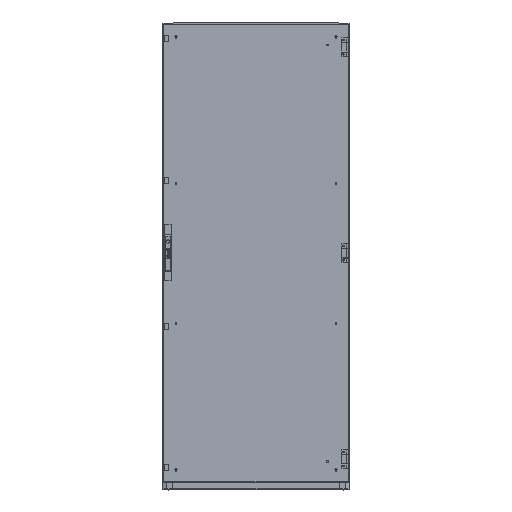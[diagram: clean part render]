
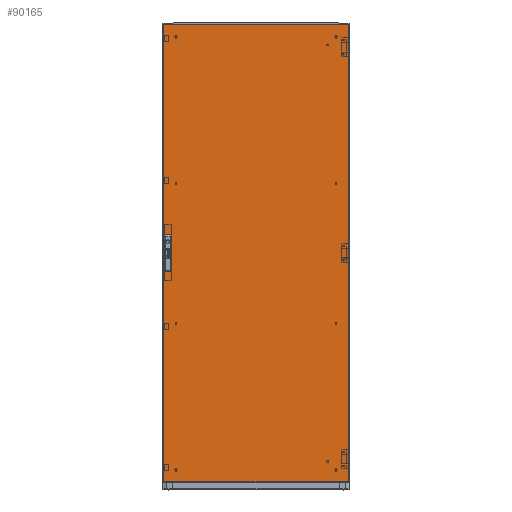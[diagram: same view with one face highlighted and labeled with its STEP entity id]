
A CAD part, top view. The second image highlights one B-rep face of the part: STEP entity #90165.
In plain terms, the highlighted planar face has unit normal (0, 0, 1).
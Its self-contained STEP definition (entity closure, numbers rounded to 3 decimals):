
#2411 = LINE ( 'NONE', #68961, #5395 ) ;
#5395 = VECTOR ( 'NONE', #115665, 1000. ) ;
#7672 = LINE ( 'NONE', #54282, #79488 ) ;
#8446 = ORIENTED_EDGE ( 'NONE', *, *, #57065, .T. ) ;
#8756 = DIRECTION ( 'NONE',  ( 0., -1., 0. ) ) ;
#9433 = VERTEX_POINT ( 'NONE', #89245 ) ;
#10675 = AXIS2_PLACEMENT_3D ( 'NONE', #79306, #60047, #32562 ) ;
#11904 = EDGE_CURVE ( 'NONE', #9433, #99540, #2411, .T. ) ;
#11953 = LINE ( 'NONE', #19718, #108693 ) ;
#12578 = VECTOR ( 'NONE', #78549, 1000. ) ;
#15418 = LINE ( 'NONE', #120943, #40344 ) ;
#17139 = VERTEX_POINT ( 'NONE', #74759 ) ;
#18621 = CARTESIAN_POINT ( 'NONE',  ( 397., 983.5, 0. ) ) ;
#19718 = CARTESIAN_POINT ( 'NONE',  ( -393.4, -78.5, 0. ) ) ;
#21134 = VECTOR ( 'NONE', #74822, 1000. ) ;
#26724 = VERTEX_POINT ( 'NONE', #41069 ) ;
#29606 = CARTESIAN_POINT ( 'NONE',  ( -363., 78.5, 0. ) ) ;
#32562 = DIRECTION ( 'NONE',  ( 1., 0., 0. ) ) ;
#39276 = CARTESIAN_POINT ( 'NONE',  ( -397., 983.5, 0. ) ) ;
#39742 = VERTEX_POINT ( 'NONE', #72545 ) ;
#40344 = VECTOR ( 'NONE', #8756, 1000. ) ;
#41069 = CARTESIAN_POINT ( 'NONE',  ( 397., 983.5, 0. ) ) ;
#45021 = CARTESIAN_POINT ( 'NONE',  ( -363., 0., 0. ) ) ;
#47382 = ORIENTED_EDGE ( 'NONE', *, *, #98729, .T. ) ;
#47988 = DIRECTION ( 'NONE',  ( 1., 0., 0. ) ) ;
#52705 = ORIENTED_EDGE ( 'NONE', *, *, #76506, .T. ) ;
#54183 = LINE ( 'NONE', #45021, #103995 ) ;
#54282 = CARTESIAN_POINT ( 'NONE',  ( -397., 983.5, 0. ) ) ;
#56310 = DIRECTION ( 'NONE',  ( 0., 1., 0. ) ) ;
#57065 = EDGE_CURVE ( 'NONE', #72352, #98160, #15418, .T. ) ;
#57995 = ORIENTED_EDGE ( 'NONE', *, *, #58953, .F. ) ;
#58684 = EDGE_CURVE ( 'NONE', #98160, #39742, #90258, .T. ) ;
#58953 = EDGE_CURVE ( 'NONE', #9433, #116481, #92987, .T. ) ;
#60047 = DIRECTION ( 'NONE',  ( 0., 0., 1. ) ) ;
#64924 = EDGE_LOOP ( 'NONE', ( #52705, #65559, #8446, #100618 ) ) ;
#65559 = ORIENTED_EDGE ( 'NONE', *, *, #91093, .T. ) ;
#65766 = ORIENTED_EDGE ( 'NONE', *, *, #11904, .T. ) ;
#66711 = FACE_BOUND ( 'NONE', #95697, .T. ) ;
#68961 = CARTESIAN_POINT ( 'NONE',  ( -393.4, 78.5, 0. ) ) ;
#69803 = PLANE ( 'NONE',  #10675 ) ;
#72352 = VERTEX_POINT ( 'NONE', #39276 ) ;
#72545 = CARTESIAN_POINT ( 'NONE',  ( 397., -983.5, 0. ) ) ;
#74347 = VECTOR ( 'NONE', #56310, 1000. ) ;
#74759 = CARTESIAN_POINT ( 'NONE',  ( -363., -78.5, 0. ) ) ;
#74822 = DIRECTION ( 'NONE',  ( 0., -1., 0. ) ) ;
#76506 = EDGE_CURVE ( 'NONE', #39742, #26724, #77286, .T. ) ;
#77286 = LINE ( 'NONE', #18621, #74347 ) ;
#78549 = DIRECTION ( 'NONE',  ( 1., 0., 0. ) ) ;
#79306 = CARTESIAN_POINT ( 'NONE',  ( 0., 0., 0. ) ) ;
#79488 = VECTOR ( 'NONE', #91942, 1000. ) ;
#89245 = CARTESIAN_POINT ( 'NONE',  ( -393.4, 78.5, 0. ) ) ;
#90165 = ADVANCED_FACE ( 'NONE', ( #66711, #116533 ), #69803, .T. ) ;
#90258 = LINE ( 'NONE', #106389, #12578 ) ;
#90862 = CARTESIAN_POINT ( 'NONE',  ( -393.4, -78.5, 0. ) ) ;
#91093 = EDGE_CURVE ( 'NONE', #26724, #72352, #7672, .T. ) ;
#91942 = DIRECTION ( 'NONE',  ( -1., 0., 0. ) ) ;
#92987 = LINE ( 'NONE', #121467, #21134 ) ;
#95697 = EDGE_LOOP ( 'NONE', ( #65766, #47382, #121192, #57995 ) ) ;
#98160 = VERTEX_POINT ( 'NONE', #99526 ) ;
#98729 = EDGE_CURVE ( 'NONE', #99540, #17139, #54183, .T. ) ;
#99526 = CARTESIAN_POINT ( 'NONE',  ( -397., -983.5, 0. ) ) ;
#99540 = VERTEX_POINT ( 'NONE', #29606 ) ;
#100618 = ORIENTED_EDGE ( 'NONE', *, *, #58684, .T. ) ;
#103995 = VECTOR ( 'NONE', #119532, 1000. ) ;
#106252 = EDGE_CURVE ( 'NONE', #116481, #17139, #11953, .T. ) ;
#106389 = CARTESIAN_POINT ( 'NONE',  ( -397., -983.5, 0. ) ) ;
#108693 = VECTOR ( 'NONE', #47988, 1000. ) ;
#115665 = DIRECTION ( 'NONE',  ( 1., 0., 0. ) ) ;
#116481 = VERTEX_POINT ( 'NONE', #90862 ) ;
#116533 = FACE_OUTER_BOUND ( 'NONE', #64924, .T. ) ;
#119532 = DIRECTION ( 'NONE',  ( 0., -1., 0. ) ) ;
#120943 = CARTESIAN_POINT ( 'NONE',  ( -397., 983.5, 0. ) ) ;
#121192 = ORIENTED_EDGE ( 'NONE', *, *, #106252, .F. ) ;
#121467 = CARTESIAN_POINT ( 'NONE',  ( -393.4, 0., 0. ) ) ;
